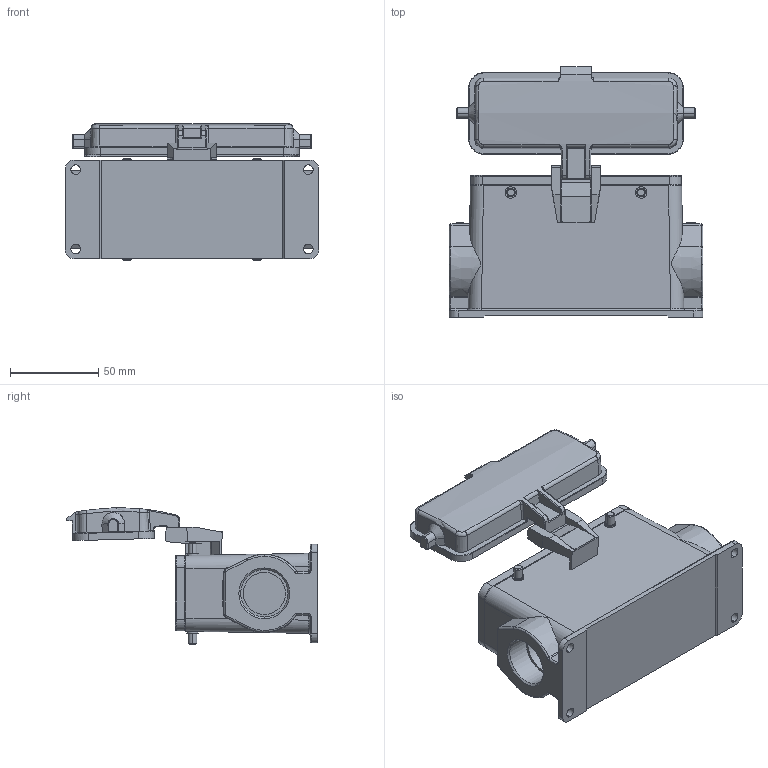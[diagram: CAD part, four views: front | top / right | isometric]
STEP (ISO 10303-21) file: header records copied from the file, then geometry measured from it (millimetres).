
FILE_DESCRIPTION(/* description */ (''),/* implementation_level */ '2;1');
FILE_NAME(/* name */ '3D_1240242705011_HV24B-SFH-4B-CV-PG21_V1.1.STP',/* time_stamp */ '2024-01-15T14:30:10+08:00',/* author */ (''),/* organization */ (''),/* preprocessor_version */ 'ST-DEVELOPER v18.1',/* originating_system */ 'SIEMENS PLM Software NX 1980',/* authorisation */ '');
FILE_SCHEMA (('AUTOMOTIVE_DESIGN { 1 0 10303 214 3 1 1 1 }'));
Length unit declared in the file: millimetre
Products named in the file (1): 14593F888800a5z6
Bounding box: 144 x 142.16 x 77.35 mm (x, y, z)
Volume: 217389.1 mm3; surface area: 96329.9 mm2
Topology: 7 solids, 7 shells, 694 faces, 1754 edges, 1103 vertices
Faces by surface type: cylinder 275, plane 269, torus 79, cone 38, bspline 29, sphere 3, extrusion 1
Full cylindrical faces by diameter (mm): 24 x1, 26.9 x1
Entity records: 23710 total; most frequent: CARTESIAN_POINT 7804, ORIENTED_EDGE 3502, DIRECTION 3005, EDGE_CURVE 1751, VERTEX_POINT 1103, AXIS2_PLACEMENT_3D 1078, VECTOR 849, LINE 848
